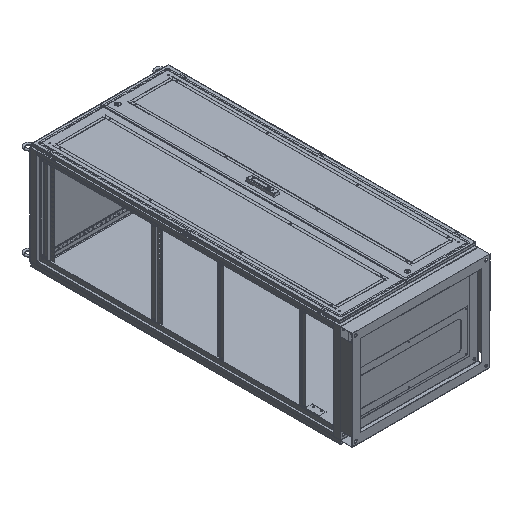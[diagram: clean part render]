
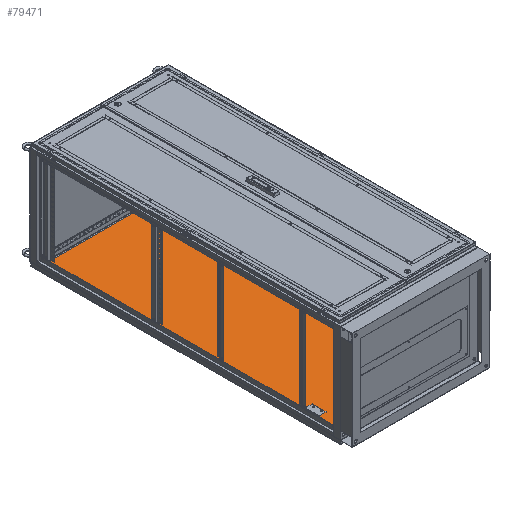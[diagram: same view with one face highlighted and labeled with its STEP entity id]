
A CAD part, isometric view. The second image highlights one B-rep face of the part: STEP entity #79471.
In plain terms, the highlighted face is planar.
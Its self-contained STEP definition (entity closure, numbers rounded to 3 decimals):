
#3153 = CARTESIAN_POINT ( 'NONE',  ( 366., -866., -1.5 ) ) ;
#3957 = LINE ( 'NONE', #58970, #142384 ) ;
#6751 = DIRECTION ( 'NONE',  ( 0., 1., 0. ) ) ;
#12628 = DIRECTION ( 'NONE',  ( -1., 0., 0. ) ) ;
#13622 = CARTESIAN_POINT ( 'NONE',  ( -0.5, -858., -1.5 ) ) ;
#17651 = ORIENTED_EDGE ( 'NONE', *, *, #141116, .T. ) ;
#19266 = VECTOR ( 'NONE', #133901, 1000. ) ;
#20547 = LINE ( 'NONE', #73046, #79419 ) ;
#20919 = FACE_BOUND ( 'NONE', #122885, .T. ) ;
#21090 = DIRECTION ( 'NONE',  ( 1., 0., 0. ) ) ;
#21219 = EDGE_CURVE ( 'NONE', #138320, #94355, #20547, .T. ) ;
#24463 = EDGE_LOOP ( 'NONE', ( #82201, #72856, #94016, #45638, #17651 ) ) ;
#24618 = VECTOR ( 'NONE', #38643, 1000. ) ;
#26434 = CARTESIAN_POINT ( 'NONE',  ( 0., -866., -1.5 ) ) ;
#27467 = VECTOR ( 'NONE', #116442, 1000. ) ;
#31347 = EDGE_CURVE ( 'NONE', #110523, #94355, #148775, .T. ) ;
#36690 = CARTESIAN_POINT ( 'NONE',  ( 0.5, -858., -1.5 ) ) ;
#36827 = EDGE_CURVE ( 'NONE', #147537, #56854, #155939, .T. ) ;
#36953 = DIRECTION ( 'NONE',  ( 0., -1., 0. ) ) ;
#37412 = VERTEX_POINT ( 'NONE', #66952 ) ;
#38643 = DIRECTION ( 'NONE',  ( -1., 0., 0. ) ) ;
#45638 = ORIENTED_EDGE ( 'NONE', *, *, #105737, .T. ) ;
#52984 = ORIENTED_EDGE ( 'NONE', *, *, #121407, .T. ) ;
#53201 = FACE_OUTER_BOUND ( 'NONE', #24463, .T. ) ;
#53487 = VECTOR ( 'NONE', #56106, 1000. ) ;
#53550 = CARTESIAN_POINT ( 'NONE',  ( 0.5, -798., -1.5 ) ) ;
#55914 = LINE ( 'NONE', #116970, #27467 ) ;
#56106 = DIRECTION ( 'NONE',  ( -1., 0., 0. ) ) ;
#56630 = CARTESIAN_POINT ( 'NONE',  ( 0., 0., -1.5 ) ) ;
#56755 = ORIENTED_EDGE ( 'NONE', *, *, #31347, .T. ) ;
#56854 = VERTEX_POINT ( 'NONE', #67848 ) ;
#57289 = EDGE_CURVE ( 'NONE', #37412, #147537, #115994, .T. ) ;
#57427 = CARTESIAN_POINT ( 'NONE',  ( -366., 0., -1.5 ) ) ;
#58115 = CARTESIAN_POINT ( 'NONE',  ( 366., 0., -1.5 ) ) ;
#58970 = CARTESIAN_POINT ( 'NONE',  ( 0., 866., -1.5 ) ) ;
#60862 = CARTESIAN_POINT ( 'NONE',  ( 366., 866., -1.5 ) ) ;
#66952 = CARTESIAN_POINT ( 'NONE',  ( -366., -866., -1.5 ) ) ;
#67848 = CARTESIAN_POINT ( 'NONE',  ( -366., 866., -1.5 ) ) ;
#68660 = VECTOR ( 'NONE', #6751, 1000. ) ;
#68778 = PLANE ( 'NONE',  #92547 ) ;
#70118 = DIRECTION ( 'NONE',  ( 1., 0., 0. ) ) ;
#72110 = EDGE_CURVE ( 'NONE', #73223, #138320, #55914, .T. ) ;
#72856 = ORIENTED_EDGE ( 'NONE', *, *, #36827, .T. ) ;
#73046 = CARTESIAN_POINT ( 'NONE',  ( 0.5, -858., -1.5 ) ) ;
#73223 = VERTEX_POINT ( 'NONE', #53550 ) ;
#77557 = VERTEX_POINT ( 'NONE', #3153 ) ;
#79419 = VECTOR ( 'NONE', #12628, 1000. ) ;
#79471 = ADVANCED_FACE ( 'NONE', ( #53201, #20919 ), #68778, .F. ) ;
#82201 = ORIENTED_EDGE ( 'NONE', *, *, #57289, .T. ) ;
#91879 = ORIENTED_EDGE ( 'NONE', *, *, #72110, .F. ) ;
#92547 = AXIS2_PLACEMENT_3D ( 'NONE', #56630, #130268, #21090 ) ;
#94016 = ORIENTED_EDGE ( 'NONE', *, *, #140988, .T. ) ;
#94355 = VERTEX_POINT ( 'NONE', #140922 ) ;
#99143 = LINE ( 'NONE', #58115, #156010 ) ;
#101605 = CARTESIAN_POINT ( 'NONE',  ( -366., 433., -1.5 ) ) ;
#105737 = EDGE_CURVE ( 'NONE', #126510, #77557, #99143, .T. ) ;
#110389 = LINE ( 'NONE', #142005, #53487 ) ;
#110523 = VERTEX_POINT ( 'NONE', #145893 ) ;
#115994 = LINE ( 'NONE', #145589, #19266 ) ;
#116442 = DIRECTION ( 'NONE',  ( 0., -1., 0. ) ) ;
#116537 = VECTOR ( 'NONE', #36953, 1000. ) ;
#116970 = CARTESIAN_POINT ( 'NONE',  ( 0.5, -858., -1.5 ) ) ;
#121407 = EDGE_CURVE ( 'NONE', #73223, #110523, #110389, .T. ) ;
#122885 = EDGE_LOOP ( 'NONE', ( #91879, #52984, #56755, #141706 ) ) ;
#126510 = VERTEX_POINT ( 'NONE', #60862 ) ;
#127124 = LINE ( 'NONE', #26434, #24618 ) ;
#130268 = DIRECTION ( 'NONE',  ( 0., 0., 1. ) ) ;
#133901 = DIRECTION ( 'NONE',  ( 0., 1., 0. ) ) ;
#138320 = VERTEX_POINT ( 'NONE', #36690 ) ;
#140922 = CARTESIAN_POINT ( 'NONE',  ( -0.5, -858., -1.5 ) ) ;
#140988 = EDGE_CURVE ( 'NONE', #56854, #126510, #3957, .T. ) ;
#141116 = EDGE_CURVE ( 'NONE', #77557, #37412, #127124, .T. ) ;
#141706 = ORIENTED_EDGE ( 'NONE', *, *, #21219, .F. ) ;
#142005 = CARTESIAN_POINT ( 'NONE',  ( 0.5, -798., -1.5 ) ) ;
#142384 = VECTOR ( 'NONE', #70118, 1000. ) ;
#142976 = DIRECTION ( 'NONE',  ( 0., -1., 0. ) ) ;
#145589 = CARTESIAN_POINT ( 'NONE',  ( -366., -433., -1.5 ) ) ;
#145893 = CARTESIAN_POINT ( 'NONE',  ( -0.5, -798., -1.5 ) ) ;
#147537 = VERTEX_POINT ( 'NONE', #57427 ) ;
#148775 = LINE ( 'NONE', #13622, #116537 ) ;
#155939 = LINE ( 'NONE', #101605, #68660 ) ;
#156010 = VECTOR ( 'NONE', #142976, 1000. ) ;
